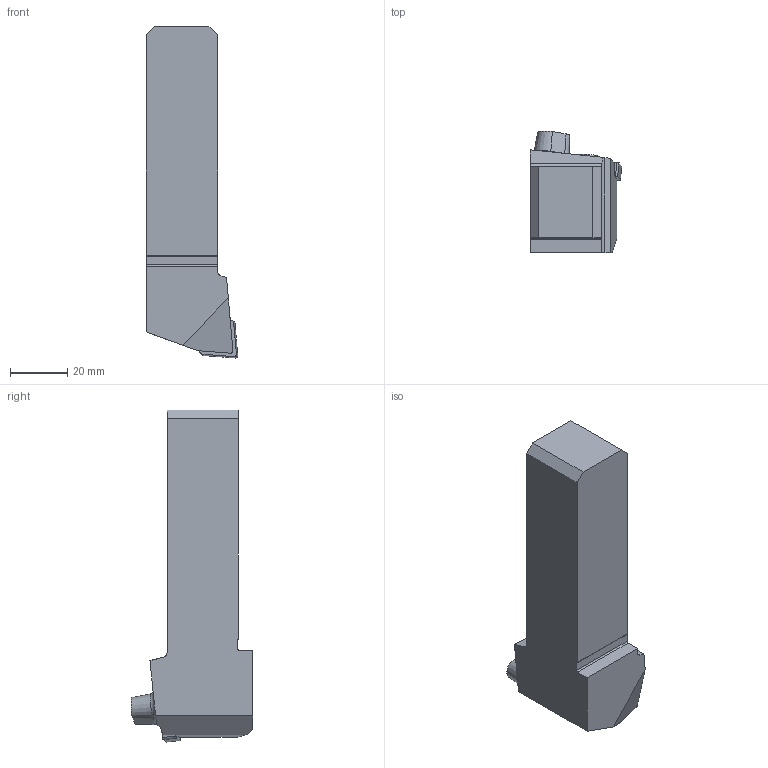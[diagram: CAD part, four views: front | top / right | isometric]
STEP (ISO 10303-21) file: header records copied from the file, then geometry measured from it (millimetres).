
FILE_DESCRIPTION(/* description */ (''),/* implementation_level */ '2;1');
FILE_NAME(/* name */ 'toolassembly_1.stp',/* time_stamp */ '2018-11-02T08:30:50+01:00',/* author */ (''),/* organization */ ('SMS'),/* preprocessor_version */ 'ST-DEVELOPER v15',/* originating_system */ 'SIEMENS PLM Software NX 8.5',/* authorisation */ '');
FILE_SCHEMA (('AUTOMOTIVE_DESIGN { 1 0 10303 214 3 1 1 1 }'));
Length unit declared in the file: millimetre
Products named in the file (4): IsoTurningInsert; ASSEMBLY_CONSTRUCTION; NOCUT; TOOLASSEMBLY_1
Assembly tree (3 placements, depth 2):
  TOOLASSEMBLY_1
    NOCUT
    ASSEMBLY_CONSTRUCTION
    IsoTurningInsert
Bounding box: 32 x 42.41 x 116 mm (x, y, z)
Volume: 78554 mm3; surface area: 14352.6 mm2
Topology: 2 solids, 2 shells, 77 faces, 205 edges, 140 vertices
Faces by surface type: plane 43, cylinder 19, cone 8, torus 6, extrusion 1
Full cylindrical faces by diameter (mm): 5.156 x2, 8 x1
Entity records: 2730 total; most frequent: CARTESIAN_POINT 671, DIRECTION 403, ORIENTED_EDGE 394, EDGE_CURVE 197, AXIS2_PLACEMENT_3D 145, VERTEX_POINT 132, VECTOR 113, LINE 112
